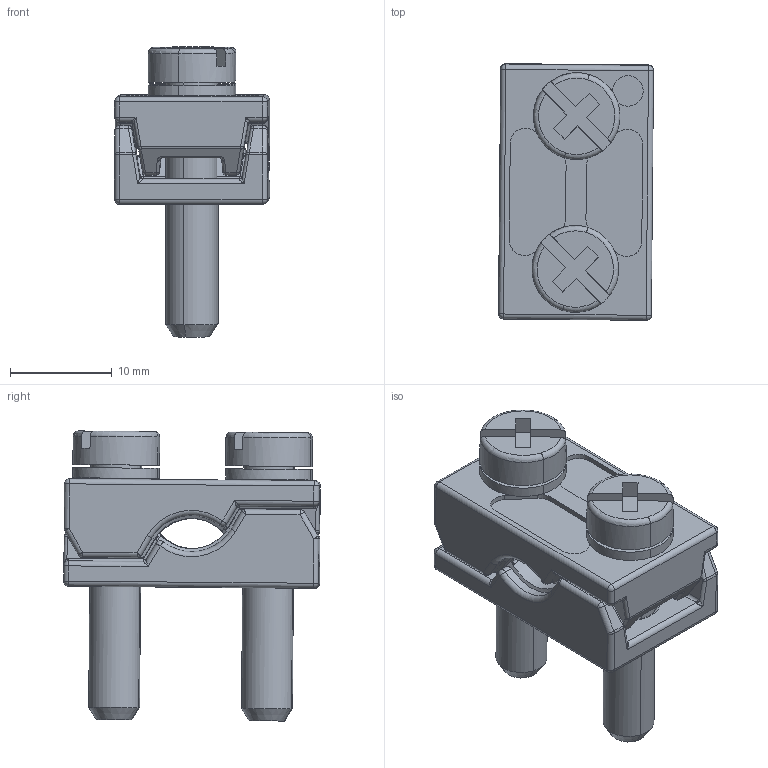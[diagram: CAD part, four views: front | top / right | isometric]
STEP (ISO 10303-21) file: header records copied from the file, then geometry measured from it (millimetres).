
FILE_DESCRIPTION((''),'2;1');
FILE_NAME('ASM0001_ASM','2023-10-23T09:09:47',('klemen.sitar'),('Audax d.o.o.'),'CREO PARAMETRIC BY PTC INC, 2021304','CREO PARAMETRIC BY PTC INC, 2021304','');
FILE_SCHEMA(('AP242_MANAGED_MODEL_BASED_3D_ENGINEERING_MIM_LF { 1 0 10303 442 1 1 4 }'));
Length unit declared in the file: millimetre
Products named in the file (4): 68139_ZYL-SCHRAUBE_DIN84-M5X2_1; 70216_KLEMMENTEIL_P00-70_1_1; UOPIU_1_1; ASM0001_ASM
Assembly tree (4 placements, depth 2):
  ASM0001_ASM
    68139_ZYL-SCHRAUBE_DIN84-M5X2_1  x2
    70216_KLEMMENTEIL_P00-70_1_1
    UOPIU_1_1
Bounding box: 15.21 x 25.2 x 28.47 mm (x, y, z)
Volume: 4141.8 mm3; surface area: 4140.8 mm2
Topology: 4 solids, 4 shells, 580 faces, 1439 edges, 819 vertices
Faces by surface type: cylinder 234, plane 156, bspline 130, cone 32, torus 16, sphere 12
Entity records: 32606 total; most frequent: CARTESIAN_POINT 12541, ORIENTED_EDGE 2610, DIRECTION 2093, PRESENTATION_STYLE_ASSIGNMENT 1857, STYLED_ITEM 1857, CURVE_STYLE 1305, EDGE_CURVE 1305, VERTEX_POINT 767
